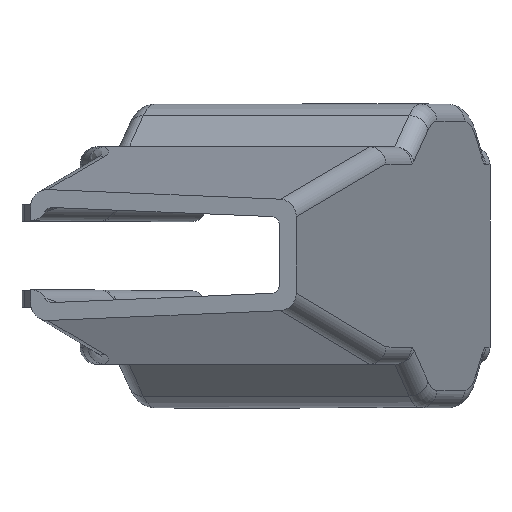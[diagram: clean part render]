
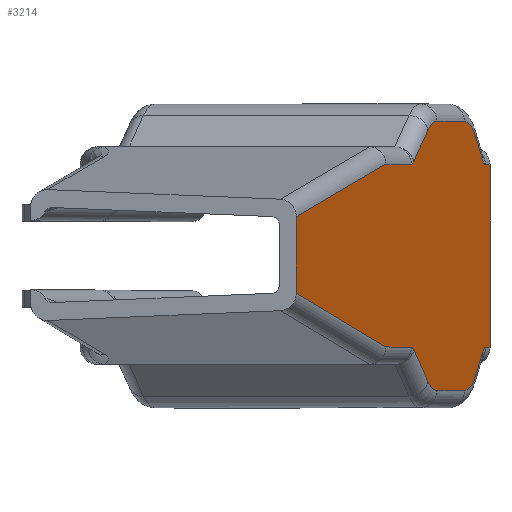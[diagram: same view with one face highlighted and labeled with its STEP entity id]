
A CAD part, top view. The second image highlights one B-rep face of the part: STEP entity #3214.
In plain terms, the highlighted planar face has unit normal (0.966, 0, 0.259).
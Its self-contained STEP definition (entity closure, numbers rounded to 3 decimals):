
#147=PLANE('',#3442);
#208=CIRCLE('',#3443,2.);
#209=CIRCLE('',#3444,8.);
#210=CIRCLE('',#3445,8.);
#211=CIRCLE('',#3446,2.);
#212=CIRCLE('',#3447,2.);
#213=CIRCLE('',#3448,8.);
#214=CIRCLE('',#3449,8.);
#215=CIRCLE('',#3450,2.);
#430=ORIENTED_EDGE('',*,*,#1432,.T.);
#431=ORIENTED_EDGE('',*,*,#1433,.T.);
#432=ORIENTED_EDGE('',*,*,#1434,.F.);
#433=ORIENTED_EDGE('',*,*,#1435,.T.);
#434=ORIENTED_EDGE('',*,*,#1436,.T.);
#435=ORIENTED_EDGE('',*,*,#1437,.T.);
#436=ORIENTED_EDGE('',*,*,#1438,.T.);
#437=ORIENTED_EDGE('',*,*,#1439,.T.);
#438=ORIENTED_EDGE('',*,*,#1440,.F.);
#439=ORIENTED_EDGE('',*,*,#1441,.T.);
#440=ORIENTED_EDGE('',*,*,#1442,.T.);
#441=ORIENTED_EDGE('',*,*,#1443,.T.);
#442=ORIENTED_EDGE('',*,*,#1444,.F.);
#443=ORIENTED_EDGE('',*,*,#1445,.F.);
#444=ORIENTED_EDGE('',*,*,#1446,.T.);
#445=ORIENTED_EDGE('',*,*,#1447,.F.);
#446=ORIENTED_EDGE('',*,*,#1448,.F.);
#447=ORIENTED_EDGE('',*,*,#1449,.F.);
#448=ORIENTED_EDGE('',*,*,#1450,.F.);
#449=ORIENTED_EDGE('',*,*,#1451,.F.);
#450=ORIENTED_EDGE('',*,*,#1452,.T.);
#451=ORIENTED_EDGE('',*,*,#1453,.F.);
#1432=EDGE_CURVE('',#1933,#1934,#2227,.T.);
#1433=EDGE_CURVE('',#1934,#1935,#2228,.T.);
#1434=EDGE_CURVE('',#1936,#1935,#208,.T.);
#1435=EDGE_CURVE('',#1936,#1937,#2229,.F.);
#1436=EDGE_CURVE('',#1937,#1938,#209,.T.);
#1437=EDGE_CURVE('',#1938,#1939,#2230,.F.);
#1438=EDGE_CURVE('',#1939,#1940,#210,.T.);
#1439=EDGE_CURVE('',#1940,#1941,#2231,.T.);
#1440=EDGE_CURVE('',#1942,#1941,#211,.T.);
#1441=EDGE_CURVE('',#1942,#1943,#2232,.F.);
#1442=EDGE_CURVE('',#1943,#1944,#2233,.T.);
#1443=EDGE_CURVE('',#1944,#1945,#2234,.T.);
#1444=EDGE_CURVE('',#1946,#1945,#2235,.T.);
#1445=EDGE_CURVE('',#1947,#1946,#2236,.F.);
#1446=EDGE_CURVE('',#1947,#1948,#212,.T.);
#1447=EDGE_CURVE('',#1949,#1948,#2237,.T.);
#1448=EDGE_CURVE('',#1950,#1949,#213,.T.);
#1449=EDGE_CURVE('',#1951,#1950,#2238,.F.);
#1450=EDGE_CURVE('',#1952,#1951,#214,.T.);
#1451=EDGE_CURVE('',#1953,#1952,#2239,.F.);
#1452=EDGE_CURVE('',#1953,#1954,#215,.T.);
#1453=EDGE_CURVE('',#1933,#1954,#2240,.T.);
#1933=VERTEX_POINT('',#5065);
#1934=VERTEX_POINT('',#5066);
#1935=VERTEX_POINT('',#5068);
#1936=VERTEX_POINT('',#5070);
#1937=VERTEX_POINT('',#5072);
#1938=VERTEX_POINT('',#5074);
#1939=VERTEX_POINT('',#5076);
#1940=VERTEX_POINT('',#5078);
#1941=VERTEX_POINT('',#5080);
#1942=VERTEX_POINT('',#5082);
#1943=VERTEX_POINT('',#5084);
#1944=VERTEX_POINT('',#5086);
#1945=VERTEX_POINT('',#5088);
#1946=VERTEX_POINT('',#5090);
#1947=VERTEX_POINT('',#5092);
#1948=VERTEX_POINT('',#5094);
#1949=VERTEX_POINT('',#5096);
#1950=VERTEX_POINT('',#5098);
#1951=VERTEX_POINT('',#5100);
#1952=VERTEX_POINT('',#5102);
#1953=VERTEX_POINT('',#5104);
#1954=VERTEX_POINT('',#5106);
#2227=LINE('',#5064,#2456);
#2228=LINE('',#5067,#2457);
#2229=LINE('',#5071,#2458);
#2230=LINE('',#5075,#2459);
#2231=LINE('',#5079,#2460);
#2232=LINE('',#5083,#2461);
#2233=LINE('',#5085,#2462);
#2234=LINE('',#5087,#2463);
#2235=LINE('',#5089,#2464);
#2236=LINE('',#5091,#2465);
#2237=LINE('',#5095,#2466);
#2238=LINE('',#5099,#2467);
#2239=LINE('',#5103,#2468);
#2240=LINE('',#5107,#2469);
#2456=VECTOR('',#3923,1000.);
#2457=VECTOR('',#3924,1000.);
#2458=VECTOR('',#3927,1000.);
#2459=VECTOR('',#3930,1000.);
#2460=VECTOR('',#3933,1000.);
#2461=VECTOR('',#3936,1000.);
#2462=VECTOR('',#3937,1000.);
#2463=VECTOR('',#3938,1000.);
#2464=VECTOR('',#3939,1000.);
#2465=VECTOR('',#3940,1000.);
#2466=VECTOR('',#3943,1000.);
#2467=VECTOR('',#3946,1000.);
#2468=VECTOR('',#3949,1000.);
#2469=VECTOR('',#3952,1000.);
#2667=EDGE_LOOP('',(#430,#431,#432,#433,#434,#435,#436,#437,#438,#439,#440,
#441,#442,#443,#444,#445,#446,#447,#448,#449,#450,#451));
#2892=FACE_BOUND('',#2667,.T.);
#3214=ADVANCED_FACE('',(#2892),#147,.T.);
#3442=AXIS2_PLACEMENT_3D('',#5063,#3921,#3922);
#3443=AXIS2_PLACEMENT_3D('',#5069,#3925,#3926);
#3444=AXIS2_PLACEMENT_3D('',#5073,#3928,#3929);
#3445=AXIS2_PLACEMENT_3D('',#5077,#3931,#3932);
#3446=AXIS2_PLACEMENT_3D('',#5081,#3934,#3935);
#3447=AXIS2_PLACEMENT_3D('',#5093,#3941,#3942);
#3448=AXIS2_PLACEMENT_3D('',#5097,#3944,#3945);
#3449=AXIS2_PLACEMENT_3D('',#5101,#3947,#3948);
#3450=AXIS2_PLACEMENT_3D('',#5105,#3950,#3951);
#3921=DIRECTION('',(0.966,0.,0.259));
#3922=DIRECTION('',(0.259,0.,-0.966));
#3923=DIRECTION('',(0.,1.,0.));
#3924=DIRECTION('',(-0.259,0.,0.966));
#3925=DIRECTION('',(0.966,0.,0.259));
#3926=DIRECTION('',(0.259,0.,-0.966));
#3927=DIRECTION('',(0.192,-0.673,-0.715));
#3928=DIRECTION('',(0.966,0.,0.259));
#3929=DIRECTION('',(0.259,0.,-0.966));
#3930=DIRECTION('',(0.259,0.,-0.966));
#3931=DIRECTION('',(0.966,0.,0.259));
#3932=DIRECTION('',(0.259,0.,-0.966));
#3933=DIRECTION('',(-0.224,-0.5,0.837));
#3934=DIRECTION('',(0.966,0.,0.259));
#3935=DIRECTION('',(0.259,0.,-0.966));
#3936=DIRECTION('',(0.259,0.,-0.966));
#3937=DIRECTION('',(-0.256,-0.152,0.955));
#3938=DIRECTION('',(0.,-1.,0.));
#3939=DIRECTION('',(-0.256,0.152,0.955));
#3940=DIRECTION('',(0.259,0.,-0.966));
#3941=DIRECTION('',(-0.966,0.,-0.259));
#3942=DIRECTION('',(0.259,0.,-0.966));
#3943=DIRECTION('',(-0.224,0.5,0.837));
#3944=DIRECTION('',(-0.966,0.,-0.259));
#3945=DIRECTION('',(0.259,0.,-0.966));
#3946=DIRECTION('',(0.259,0.,-0.966));
#3947=DIRECTION('',(-0.966,0.,-0.259));
#3948=DIRECTION('',(0.259,0.,-0.966));
#3949=DIRECTION('',(0.192,0.673,-0.715));
#3950=DIRECTION('',(-0.966,0.,-0.259));
#3951=DIRECTION('',(0.259,0.,-0.966));
#3952=DIRECTION('',(-0.259,0.,0.966));
#5063=CARTESIAN_POINT('',(160.215,10.1,-107.853));
#5064=CARTESIAN_POINT('',(151.533,0.,-75.451));
#5065=CARTESIAN_POINT('',(151.533,-10.596,-75.451));
#5066=CARTESIAN_POINT('',(151.533,10.596,-75.451));
#5067=CARTESIAN_POINT('',(160.215,10.596,-107.853));
#5068=CARTESIAN_POINT('',(151.016,10.596,-73.52));
#5069=CARTESIAN_POINT('',(151.016,12.596,-73.52));
#5070=CARTESIAN_POINT('',(150.667,11.116,-72.22));
#5071=CARTESIAN_POINT('',(149.984,13.515,-69.671));
#5072=CARTESIAN_POINT('',(149.984,13.515,-69.671));
#5073=CARTESIAN_POINT('',(148.592,7.596,-64.473));
#5074=CARTESIAN_POINT('',(148.592,15.596,-64.473));
#5075=CARTESIAN_POINT('',(160.215,15.596,-107.853));
#5076=CARTESIAN_POINT('',(145.368,15.596,-52.443));
#5077=CARTESIAN_POINT('',(145.368,7.596,-52.443));
#5078=CARTESIAN_POINT('',(144.333,14.524,-48.579));
#5079=CARTESIAN_POINT('',(142.692,10.864,-42.455));
#5080=CARTESIAN_POINT('',(142.692,10.864,-42.455));
#5081=CARTESIAN_POINT('',(142.433,12.596,-41.489));
#5082=CARTESIAN_POINT('',(142.433,10.596,-41.489));
#5083=CARTESIAN_POINT('',(160.215,10.596,-107.853));
#5084=CARTESIAN_POINT('',(139.475,10.596,-30.45));
#5085=CARTESIAN_POINT('',(130.705,5.4,2.28));
#5086=CARTESIAN_POINT('',(129.077,4.435,8.357));
#5087=CARTESIAN_POINT('',(129.077,15.173,8.357));
#5088=CARTESIAN_POINT('',(129.077,-4.435,8.357));
#5089=CARTESIAN_POINT('',(130.705,-5.4,2.28));
#5090=CARTESIAN_POINT('',(139.475,-10.596,-30.45));
#5091=CARTESIAN_POINT('',(160.215,-10.596,-107.853));
#5092=CARTESIAN_POINT('',(142.433,-10.596,-41.489));
#5093=CARTESIAN_POINT('',(142.433,-12.596,-41.489));
#5094=CARTESIAN_POINT('',(142.692,-10.864,-42.455));
#5095=CARTESIAN_POINT('',(142.692,-10.864,-42.455));
#5096=CARTESIAN_POINT('',(144.333,-14.524,-48.579));
#5097=CARTESIAN_POINT('',(145.368,-7.596,-52.443));
#5098=CARTESIAN_POINT('',(145.368,-15.596,-52.443));
#5099=CARTESIAN_POINT('',(160.215,-15.596,-107.853));
#5100=CARTESIAN_POINT('',(148.592,-15.596,-64.473));
#5101=CARTESIAN_POINT('',(148.592,-7.596,-64.473));
#5102=CARTESIAN_POINT('',(149.984,-13.515,-69.671));
#5103=CARTESIAN_POINT('',(149.984,-13.515,-69.671));
#5104=CARTESIAN_POINT('',(150.667,-11.116,-72.22));
#5105=CARTESIAN_POINT('',(151.016,-12.596,-73.52));
#5106=CARTESIAN_POINT('',(151.016,-10.596,-73.52));
#5107=CARTESIAN_POINT('',(160.215,-10.596,-107.853));
